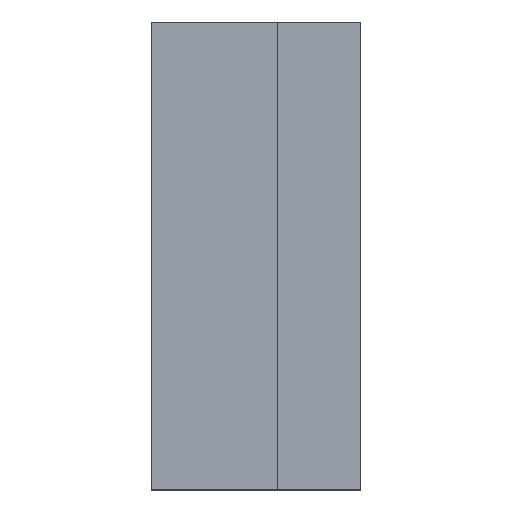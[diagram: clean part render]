
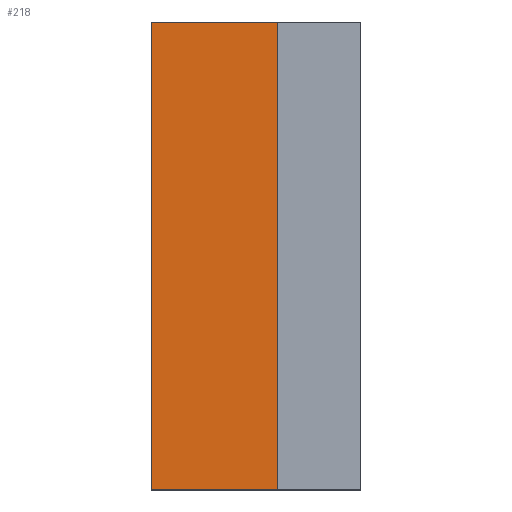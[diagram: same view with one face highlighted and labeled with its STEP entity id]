
A CAD part, top view. The second image highlights one B-rep face of the part: STEP entity #218.
In plain terms, the highlighted planar face has unit normal (0, 0, 1).
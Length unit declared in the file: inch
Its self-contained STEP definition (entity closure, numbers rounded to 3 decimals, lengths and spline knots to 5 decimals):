
#157=CARTESIAN_POINT('',(14.22728,13.71431,-0.1925));
#158=VERTEX_POINT('',#157);
#165=CARTESIAN_POINT('',(14.22728,7.71431,-0.1925));
#166=VERTEX_POINT('',#165);
#167=CARTESIAN_POINT('',(14.22728,7.71431,-0.1925));
#168=DIRECTION('',(0.,1.,0.));
#169=VECTOR('',#168,1.);
#170=LINE('',#167,#169);
#171=EDGE_CURVE('',#166,#158,#170,.T.);
#188=CARTESIAN_POINT('',(12.60228,13.71431,-0.1925));
#189=VERTEX_POINT('',#188);
#190=CARTESIAN_POINT('',(12.60228,13.71431,-0.1925));
#191=DIRECTION('',(-1.,0.,0.));
#192=VECTOR('',#191,1.);
#193=LINE('',#190,#192);
#194=EDGE_CURVE('',#158,#189,#193,.T.);
#195=ORIENTED_EDGE('',*,*,#194,.T.);
#196=CARTESIAN_POINT('',(12.60228,7.71431,-0.1925));
#197=VERTEX_POINT('',#196);
#198=CARTESIAN_POINT('',(12.60228,7.71431,-0.1925));
#199=DIRECTION('',(0.,1.,0.));
#200=VECTOR('',#199,1.);
#201=LINE('',#198,#200);
#202=EDGE_CURVE('',#197,#189,#201,.T.);
#203=ORIENTED_EDGE('',*,*,#202,.F.);
#204=CARTESIAN_POINT('',(12.60228,7.71431,-0.1925));
#205=DIRECTION('',(1.,0.,0.));
#206=VECTOR('',#205,1.);
#207=LINE('',#204,#206);
#208=EDGE_CURVE('',#197,#166,#207,.T.);
#209=ORIENTED_EDGE('',*,*,#208,.T.);
#210=ORIENTED_EDGE('',*,*,#171,.T.);
#211=EDGE_LOOP('',(#195,#203,#209,#210));
#212=FACE_OUTER_BOUND('',#211,.T.);
#213=CARTESIAN_POINT('',(13.41478,7.71431,-0.1925));
#214=DIRECTION('',(0.,0.,1.));
#215=DIRECTION('',(1.,0.,0.));
#216=AXIS2_PLACEMENT_3D('',#213,#214,#215);
#217=PLANE('',#216);
#218=ADVANCED_FACE('',(#212),#217,.T.);
